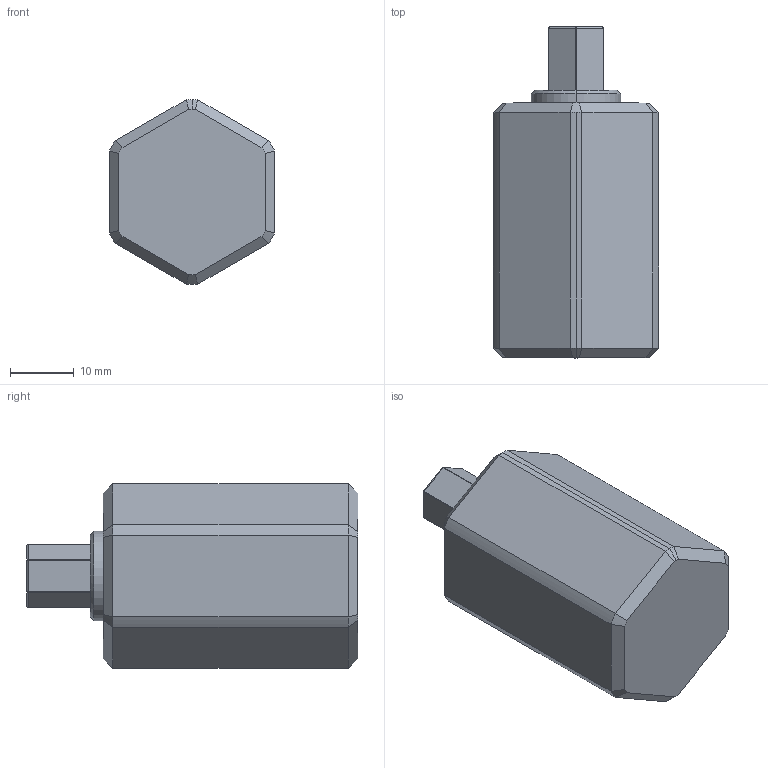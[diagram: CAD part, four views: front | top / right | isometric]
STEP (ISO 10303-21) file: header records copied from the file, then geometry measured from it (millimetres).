
FILE_DESCRIPTION (( 'STEP AP203' ), '1' );
FILE_NAME ('sone3D.STEP', '2014-03-06T02:36:02', ( '' ), ( '' ), 'SwSTEP 2.0', 'SolidWorks 2012', '' );
FILE_SCHEMA (( 'CONFIG_CONTROL_DESIGN' ));
Length unit declared in the file: millimetre
Products named in the file (3): sone3D; B-879-0-R-50K僔儍僼僩_; B-879-0-R-50K僴僂僕儞僌_
Assembly tree (2 placements, depth 2):
  sone3D
    B-879-0-R-50K僴僂僕儞僌_
    B-879-0-R-50K僔儍僼僩_
Bounding box: 26 x 52.1 x 29 mm (x, y, z)
Volume: 23940.8 mm3; surface area: 5658 mm2
Topology: 2 solids, 2 shells, 106 faces, 266 edges, 168 vertices
Faces by surface type: plane 52, cylinder 22, cone 16, bspline 16
Entity records: 4057 total; most frequent: CARTESIAN_POINT 1391, ORIENTED_EDGE 532, DIRECTION 428, EDGE_CURVE 266, VERTEX_POINT 168, VECTOR 146, LINE 146, AXIS2_PLACEMENT_3D 141
